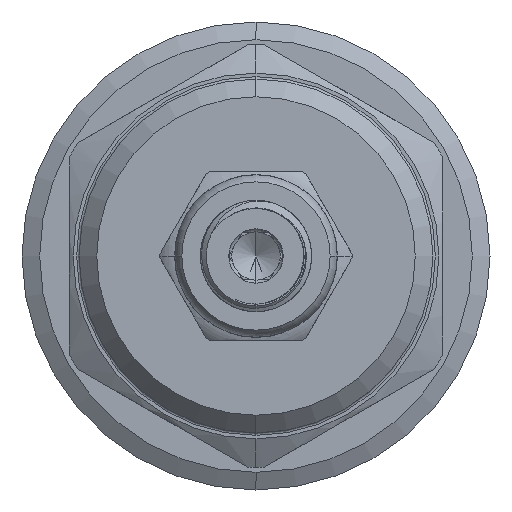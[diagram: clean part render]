
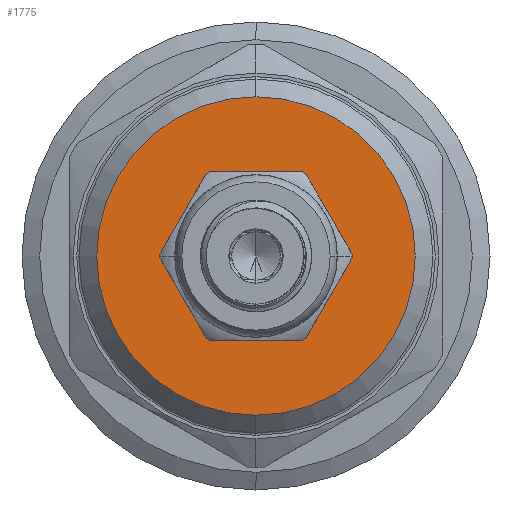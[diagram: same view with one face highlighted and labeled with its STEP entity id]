
A CAD part, left-side view. The second image highlights one B-rep face of the part: STEP entity #1775.
In plain terms, the highlighted planar face has unit normal (-1, 0, 0).
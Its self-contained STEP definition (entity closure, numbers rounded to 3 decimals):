
#240 = CIRCLE ( 'NONE', #14660, 13.5 ) ;
#264 = AXIS2_PLACEMENT_3D ( 'NONE', #3345, #7925, #738 ) ;
#265 = DIRECTION ( 'NONE',  ( 0., 0., 1. ) ) ;
#443 = CARTESIAN_POINT ( 'NONE',  ( 0., -6.875, 0. ) ) ;
#738 = DIRECTION ( 'NONE',  ( 0., 1., 0. ) ) ;
#970 = CIRCLE ( 'NONE', #264, 6.875 ) ;
#987 = VERTEX_POINT ( 'NONE', #11033 ) ;
#1775 = ADVANCED_FACE ( 'NONE', ( #5364, #6295 ), #14867, .F. ) ;
#1916 = EDGE_CURVE ( 'NONE', #5194, #4816, #970, .T. ) ;
#2019 = DIRECTION ( 'NONE',  ( 0., 0., 1. ) ) ;
#2252 = EDGE_CURVE ( 'NONE', #9555, #987, #240, .T. ) ;
#2702 = ORIENTED_EDGE ( 'NONE', *, *, #1916, .T. ) ;
#2934 = CARTESIAN_POINT ( 'NONE',  ( 0., 6.875, 0. ) ) ;
#2956 = DIRECTION ( 'NONE',  ( 0., 1., 0. ) ) ;
#3345 = CARTESIAN_POINT ( 'NONE',  ( 0., 0., 0. ) ) ;
#3787 = CIRCLE ( 'NONE', #13253, 6.875 ) ;
#3993 = DIRECTION ( 'NONE',  ( 1., 0., 0. ) ) ;
#4288 = ORIENTED_EDGE ( 'NONE', *, *, #5461, .T. ) ;
#4573 = EDGE_LOOP ( 'NONE', ( #10691, #9458 ) ) ;
#4816 = VERTEX_POINT ( 'NONE', #2934 ) ;
#5194 = VERTEX_POINT ( 'NONE', #443 ) ;
#5196 = CARTESIAN_POINT ( 'NONE',  ( 0., 0., 0. ) ) ;
#5311 = CARTESIAN_POINT ( 'NONE',  ( 0., 0., 0. ) ) ;
#5364 = FACE_BOUND ( 'NONE', #7430, .T. ) ;
#5397 = DIRECTION ( 'NONE',  ( 1., 0., 0. ) ) ;
#5461 = EDGE_CURVE ( 'NONE', #4816, #5194, #3787, .T. ) ;
#6295 = FACE_OUTER_BOUND ( 'NONE', #4573, .T. ) ;
#6680 = CARTESIAN_POINT ( 'NONE',  ( 0., 0., 0. ) ) ;
#6882 = DIRECTION ( 'NONE',  ( -1., 0., 0. ) ) ;
#7430 = EDGE_LOOP ( 'NONE', ( #2702, #4288 ) ) ;
#7508 = CIRCLE ( 'NONE', #11146, 13.5 ) ;
#7925 = DIRECTION ( 'NONE',  ( 1., 0., 0. ) ) ;
#8389 = EDGE_CURVE ( 'NONE', #987, #9555, #7508, .T. ) ;
#8688 = DIRECTION ( 'NONE',  ( 0., 0., -1. ) ) ;
#9458 = ORIENTED_EDGE ( 'NONE', *, *, #8389, .T. ) ;
#9555 = VERTEX_POINT ( 'NONE', #9843 ) ;
#9843 = CARTESIAN_POINT ( 'NONE',  ( 0., 0., -13.5 ) ) ;
#10259 = CARTESIAN_POINT ( 'NONE',  ( 0., 0., 0. ) ) ;
#10691 = ORIENTED_EDGE ( 'NONE', *, *, #2252, .T. ) ;
#11033 = CARTESIAN_POINT ( 'NONE',  ( 0., 0., 13.5 ) ) ;
#11146 = AXIS2_PLACEMENT_3D ( 'NONE', #6680, #6882, #2019 ) ;
#12618 = DIRECTION ( 'NONE',  ( -1., 0., 0. ) ) ;
#13253 = AXIS2_PLACEMENT_3D ( 'NONE', #10259, #5397, #2956 ) ;
#14035 = AXIS2_PLACEMENT_3D ( 'NONE', #5196, #3993, #8688 ) ;
#14660 = AXIS2_PLACEMENT_3D ( 'NONE', #5311, #12618, #265 ) ;
#14867 = PLANE ( 'NONE',  #14035 ) ;
